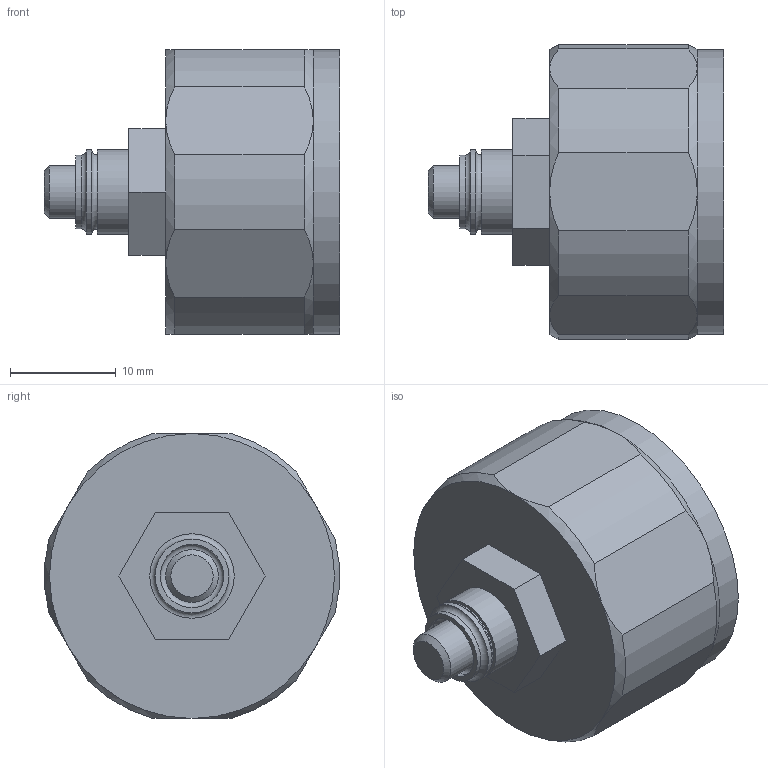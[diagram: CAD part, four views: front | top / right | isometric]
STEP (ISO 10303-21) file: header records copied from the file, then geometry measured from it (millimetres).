
FILE_DESCRIPTION(/* description */ ('STEP AP214'),/* implementation_level */ '2;1');
FILE_NAME(/* name */ '526324_MA-27-10-M5-MPA',/* time_stamp */ '2024-09-05T02:50:26+02:00',/* author */ ('License CC BY-ND 4.0'),/* organization */ ('CADENAS'),/* preprocessor_version */ 'ST-DEVELOPER v19.3',/* originating_system */ 'PARTsolutions',/* authorisation */ ' ');
FILE_SCHEMA (('AUTOMOTIVE_DESIGN {1 0 10303 214 3 1 1}'));
Length unit declared in the file: millimetre
Products named in the file (1): 526324 MA-27-1,0-M5-MPA
Bounding box: 28 x 27.9 x 27 mm (x, y, z)
Volume: 10534 mm3; surface area: 3015.9 mm2
Topology: 1 solids, 2 shells, 53 faces, 113 edges, 68 vertices
Faces by surface type: plane 20, cylinder 15, cone 14, torus 4
Full cylindrical faces by diameter (mm): 5 x2, 6 x2, 7 x2, 8 x2, 27 x1
Entity records: 1404 total; most frequent: CARTESIAN_POINT 300, DIRECTION 226, ORIENTED_EDGE 196, EDGE_CURVE 98, AXIS2_PLACEMENT_3D 98, EDGE_LOOP 74, FACE_BOUND 74, VERTEX_POINT 68
